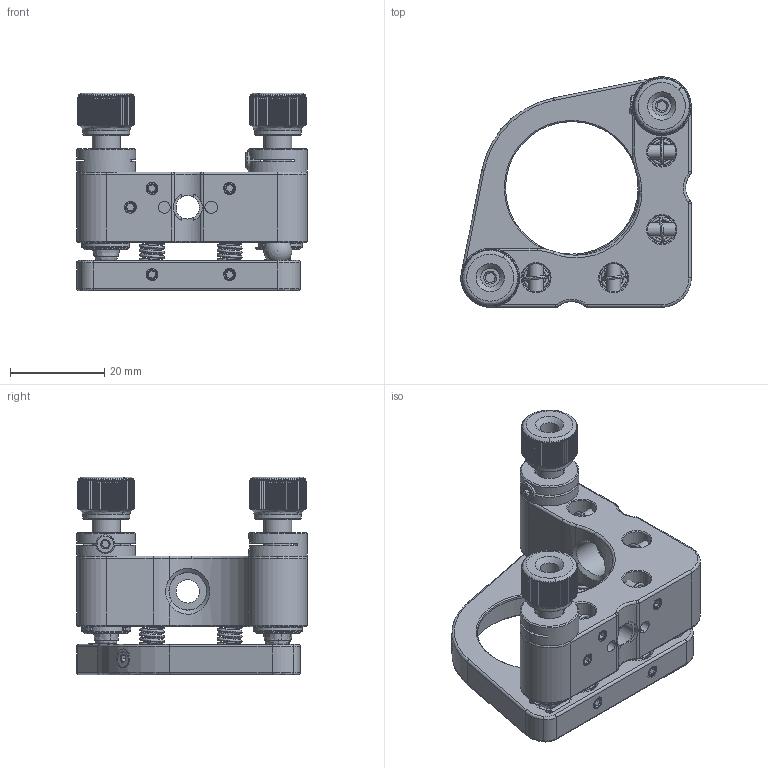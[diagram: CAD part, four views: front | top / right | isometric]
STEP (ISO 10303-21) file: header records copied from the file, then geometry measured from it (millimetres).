
FILE_DESCRIPTION (( 'STEP AP203' ), '1' );
FILE_NAME ('519859.STEP', '2025-05-22T03:56:47', ( 'Windows User' ), ( 'P R C' ), 'SwSTEP 2.0', 'SolidWorks 2020', '' );
FILE_SCHEMA (( 'CONFIG_CONTROL_DESIGN' ));
Length unit declared in the file: millimetre
Products named in the file (1): 519859
Bounding box: 49 x 49 x 42.1 mm (x, y, z)
Surface area: 20589.2 mm2 (no closed solid volume)
Topology: 0 solids, 43 shells, 1194 faces, 3087 edges, 1989 vertices
Faces by surface type: plane 536, cylinder 317, bspline 227, cone 113, sphere 1
Full cylindrical faces by diameter (mm): 1.5 x4, 2.4 x1, 2.5 x4, 3 x10, 4 x2, 4.6 x2, 4.75 x2, 5 x2, 6 x18, 6.5 x2, 8 x3, 9.5 x4, 9.6 x2, 10 x2, 10.5 x2, 12.5 x2, 28.2 x1
Entity records: 56905 total; most frequent: CARTESIAN_POINT 31537, ORIENTED_EDGE 5717, DIRECTION 4450, EDGE_CURVE 2875, VERTEX_POINT 1909, AXIS2_PLACEMENT_3D 1748, EDGE_LOOP 1408, FACE_OUTER_BOUND 1256
